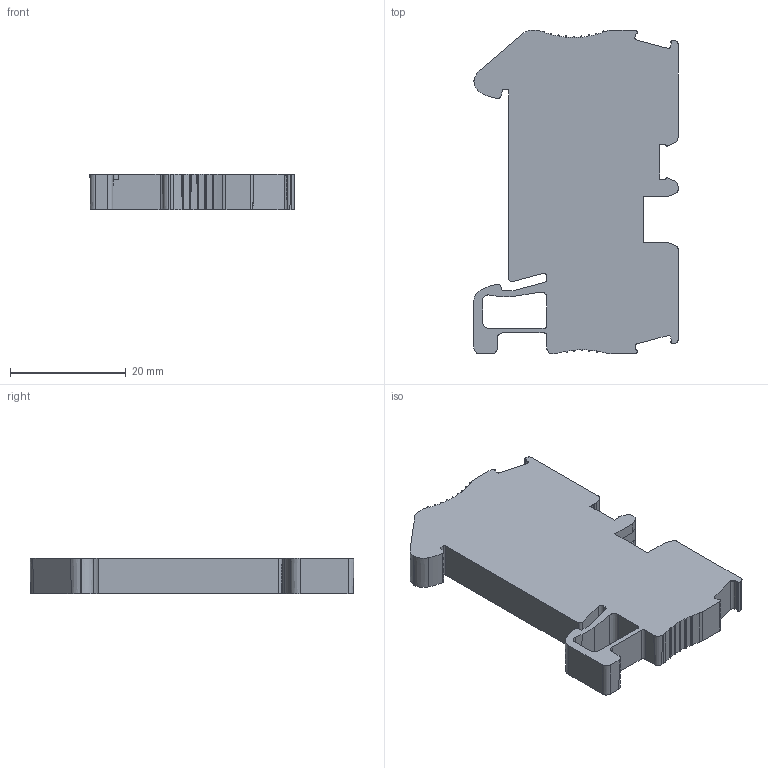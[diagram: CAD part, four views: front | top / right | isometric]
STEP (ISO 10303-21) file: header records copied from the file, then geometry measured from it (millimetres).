
FILE_DESCRIPTION( ('This file contains a STEP AP42 implementation' ,'as created by ZW3D STEP Interface translator.') ,'2;1' );
FILE_NAME( 'RNS4傷赽耀倰.stp' ,'23 411.153532', (''), ('ZWCAD Software Co.'), 'Version 1.0', 'ZW3D to STEP translator', '' );
FILE_SCHEMA(('AUTOMOTIVE_DESIGN { 1 0 10303 214 1 1 1 1 }'));
Length unit declared in the file: millimetre
Products named in the file (2): 0; RNS4傷赽8.16耀倰
Bounding box: 35.19 x 55.81 x 6.2 mm (x, y, z)
Volume: 8610.7 mm3; surface area: 5134.5 mm2
Topology: 1 solids, 1 shells, 318 faces, 919 edges, 605 vertices
Faces by surface type: plane 183, cone 92, cylinder 35, bspline 4, torus 4
Entity records: 11033 total; most frequent: CARTESIAN_POINT 2355, ORIENTED_EDGE 1838, DIRECTION 1666, EDGE_CURVE 919, VERTEX_POINT 605, VECTOR 582, LINE 582, AXIS2_PLACEMENT_3D 542
